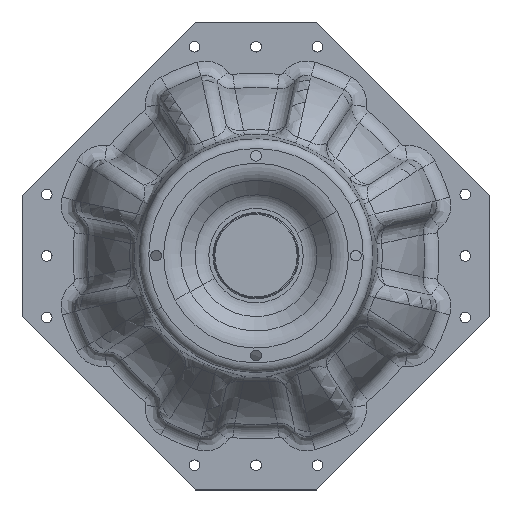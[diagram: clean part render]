
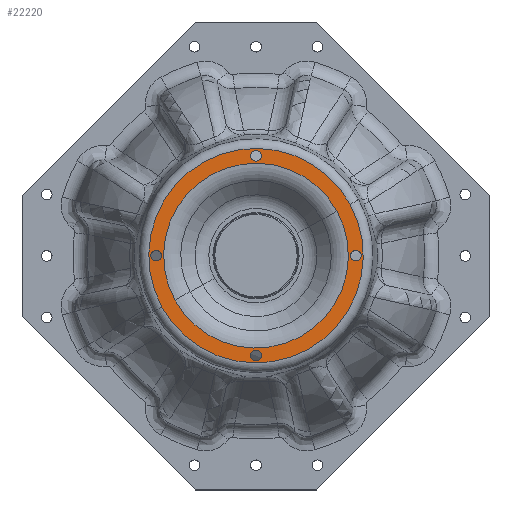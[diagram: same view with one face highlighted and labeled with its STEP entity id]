
A CAD part, top view. The second image highlights one B-rep face of the part: STEP entity #22220.
In plain terms, the highlighted face is planar.
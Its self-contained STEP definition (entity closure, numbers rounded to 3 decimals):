
#389=AXIS2_PLACEMENT_3D('Circle Axis2P3D',#387,#388,$) ;
#424=AXIS2_PLACEMENT_3D('Circle Axis2P3D',#422,#423,$) ;
#519=AXIS2_PLACEMENT_3D('Circle Axis2P3D',#517,#518,$) ;
#543=AXIS2_PLACEMENT_3D('Circle Axis2P3D',#541,#542,$) ;
#22138=AXIS2_PLACEMENT_3D('Plane Axis2P3D',#22135,#22136,#22137) ;
#22150=AXIS2_PLACEMENT_3D('Circle Axis2P3D',#22148,#22149,$) ;
#22159=AXIS2_PLACEMENT_3D('Circle Axis2P3D',#22157,#22158,$) ;
#22168=AXIS2_PLACEMENT_3D('Circle Axis2P3D',#22166,#22167,$) ;
#22177=AXIS2_PLACEMENT_3D('Circle Axis2P3D',#22175,#22176,$) ;
#22186=AXIS2_PLACEMENT_3D('Circle Axis2P3D',#22184,#22185,$) ;
#22195=AXIS2_PLACEMENT_3D('Circle Axis2P3D',#22193,#22194,$) ;
#22204=AXIS2_PLACEMENT_3D('Circle Axis2P3D',#22202,#22203,$) ;
#22213=AXIS2_PLACEMENT_3D('Circle Axis2P3D',#22211,#22212,$) ;
#387=CARTESIAN_POINT('Axis2P3D Location',(0.,-203.,0.)) ;
#391=CARTESIAN_POINT('Vertex',(97.126,-203.,53.06)) ;
#393=CARTESIAN_POINT('Vertex',(-97.126,-203.,-53.06)) ;
#422=CARTESIAN_POINT('Axis2P3D Location',(0.,-203.,0.)) ;
#514=CARTESIAN_POINT('Vertex',(83.682,-203.,45.716)) ;
#517=CARTESIAN_POINT('Axis2P3D Location',(0.,-203.,0.)) ;
#521=CARTESIAN_POINT('Vertex',(-83.682,-203.,-45.716)) ;
#541=CARTESIAN_POINT('Axis2P3D Location',(0.,-203.,0.)) ;
#22135=CARTESIAN_POINT('Axis2P3D Location',(95.355,-203.,0.)) ;
#22148=CARTESIAN_POINT('Axis2P3D Location',(0.,-203.,103.)) ;
#22152=CARTESIAN_POINT('Vertex',(5.5,-203.,103.)) ;
#22154=CARTESIAN_POINT('Vertex',(-5.5,-203.,103.)) ;
#22157=CARTESIAN_POINT('Axis2P3D Location',(0.,-203.,103.)) ;
#22166=CARTESIAN_POINT('Axis2P3D Location',(103.,-203.,0.)) ;
#22170=CARTESIAN_POINT('Vertex',(103.,-203.,-5.5)) ;
#22172=CARTESIAN_POINT('Vertex',(103.,-203.,5.5)) ;
#22175=CARTESIAN_POINT('Axis2P3D Location',(103.,-203.,0.)) ;
#22184=CARTESIAN_POINT('Axis2P3D Location',(0.,-203.,-103.)) ;
#22188=CARTESIAN_POINT('Vertex',(-5.5,-203.,-103.)) ;
#22190=CARTESIAN_POINT('Vertex',(5.5,-203.,-103.)) ;
#22193=CARTESIAN_POINT('Axis2P3D Location',(0.,-203.,-103.)) ;
#22202=CARTESIAN_POINT('Axis2P3D Location',(-103.,-203.,0.)) ;
#22206=CARTESIAN_POINT('Vertex',(-103.,-203.,5.5)) ;
#22208=CARTESIAN_POINT('Vertex',(-103.,-203.,-5.5)) ;
#22211=CARTESIAN_POINT('Axis2P3D Location',(-103.,-203.,0.)) ;
#388=DIRECTION('Axis2P3D Direction',(0.,-1.,0.)) ;
#423=DIRECTION('Axis2P3D Direction',(0.,-1.,0.)) ;
#518=DIRECTION('Axis2P3D Direction',(0.,-1.,0.)) ;
#542=DIRECTION('Axis2P3D Direction',(0.,-1.,0.)) ;
#22136=DIRECTION('Axis2P3D Direction',(0.,-1.,0.)) ;
#22137=DIRECTION('Axis2P3D XDirection',(1.,0.,0.)) ;
#22149=DIRECTION('Axis2P3D Direction',(0.,-1.,0.)) ;
#22158=DIRECTION('Axis2P3D Direction',(0.,-1.,0.)) ;
#22167=DIRECTION('Axis2P3D Direction',(0.,-1.,0.)) ;
#22176=DIRECTION('Axis2P3D Direction',(0.,-1.,0.)) ;
#22185=DIRECTION('Axis2P3D Direction',(0.,-1.,0.)) ;
#22194=DIRECTION('Axis2P3D Direction',(0.,-1.,0.)) ;
#22203=DIRECTION('Axis2P3D Direction',(0.,-1.,0.)) ;
#22212=DIRECTION('Axis2P3D Direction',(0.,-1.,0.)) ;
#22141=ORIENTED_EDGE('',*,*,#426,.T.) ;
#22142=ORIENTED_EDGE('',*,*,#395,.T.) ;
#22145=ORIENTED_EDGE('',*,*,#523,.F.) ;
#22146=ORIENTED_EDGE('',*,*,#545,.F.) ;
#22163=ORIENTED_EDGE('',*,*,#22156,.F.) ;
#22164=ORIENTED_EDGE('',*,*,#22161,.F.) ;
#22181=ORIENTED_EDGE('',*,*,#22174,.F.) ;
#22182=ORIENTED_EDGE('',*,*,#22179,.F.) ;
#22199=ORIENTED_EDGE('',*,*,#22192,.F.) ;
#22200=ORIENTED_EDGE('',*,*,#22197,.F.) ;
#22217=ORIENTED_EDGE('',*,*,#22210,.F.) ;
#22218=ORIENTED_EDGE('',*,*,#22215,.F.) ;
#22147=FACE_BOUND('',#22144,.T.) ;
#22165=FACE_BOUND('',#22162,.T.) ;
#22183=FACE_BOUND('',#22180,.T.) ;
#22201=FACE_BOUND('',#22198,.T.) ;
#22219=FACE_BOUND('',#22216,.T.) ;
#22220=ADVANCED_FACE('#PartBody',(#22143,#22147,#22165,#22183,#22201,#22219),#22139,.T.) ;
#390=CIRCLE('generated circle',#389,110.675) ;
#425=CIRCLE('generated circle',#424,110.675) ;
#520=CIRCLE('generated circle',#519,95.355) ;
#544=CIRCLE('generated circle',#543,95.355) ;
#22151=CIRCLE('generated circle',#22150,5.5) ;
#22160=CIRCLE('generated circle',#22159,5.5) ;
#22169=CIRCLE('generated circle',#22168,5.5) ;
#22178=CIRCLE('generated circle',#22177,5.5) ;
#22187=CIRCLE('generated circle',#22186,5.5) ;
#22196=CIRCLE('generated circle',#22195,5.5) ;
#22205=CIRCLE('generated circle',#22204,5.5) ;
#22214=CIRCLE('generated circle',#22213,5.5) ;
#395=EDGE_CURVE('',#392,#394,#390,.T.) ;
#426=EDGE_CURVE('',#394,#392,#425,.T.) ;
#523=EDGE_CURVE('',#515,#522,#520,.T.) ;
#545=EDGE_CURVE('',#522,#515,#544,.T.) ;
#22156=EDGE_CURVE('',#22153,#22155,#22151,.T.) ;
#22161=EDGE_CURVE('',#22155,#22153,#22160,.T.) ;
#22174=EDGE_CURVE('',#22171,#22173,#22169,.T.) ;
#22179=EDGE_CURVE('',#22173,#22171,#22178,.T.) ;
#22192=EDGE_CURVE('',#22189,#22191,#22187,.T.) ;
#22197=EDGE_CURVE('',#22191,#22189,#22196,.T.) ;
#22210=EDGE_CURVE('',#22207,#22209,#22205,.T.) ;
#22215=EDGE_CURVE('',#22209,#22207,#22214,.T.) ;
#22140=EDGE_LOOP('',(#22141,#22142)) ;
#22144=EDGE_LOOP('',(#22145,#22146)) ;
#22162=EDGE_LOOP('',(#22163,#22164)) ;
#22180=EDGE_LOOP('',(#22181,#22182)) ;
#22198=EDGE_LOOP('',(#22199,#22200)) ;
#22216=EDGE_LOOP('',(#22217,#22218)) ;
#22143=FACE_OUTER_BOUND('',#22140,.T.) ;
#22139=PLANE('Plane',#22138) ;
#392=VERTEX_POINT('',#391) ;
#394=VERTEX_POINT('',#393) ;
#515=VERTEX_POINT('',#514) ;
#522=VERTEX_POINT('',#521) ;
#22153=VERTEX_POINT('',#22152) ;
#22155=VERTEX_POINT('',#22154) ;
#22171=VERTEX_POINT('',#22170) ;
#22173=VERTEX_POINT('',#22172) ;
#22189=VERTEX_POINT('',#22188) ;
#22191=VERTEX_POINT('',#22190) ;
#22207=VERTEX_POINT('',#22206) ;
#22209=VERTEX_POINT('',#22208) ;
